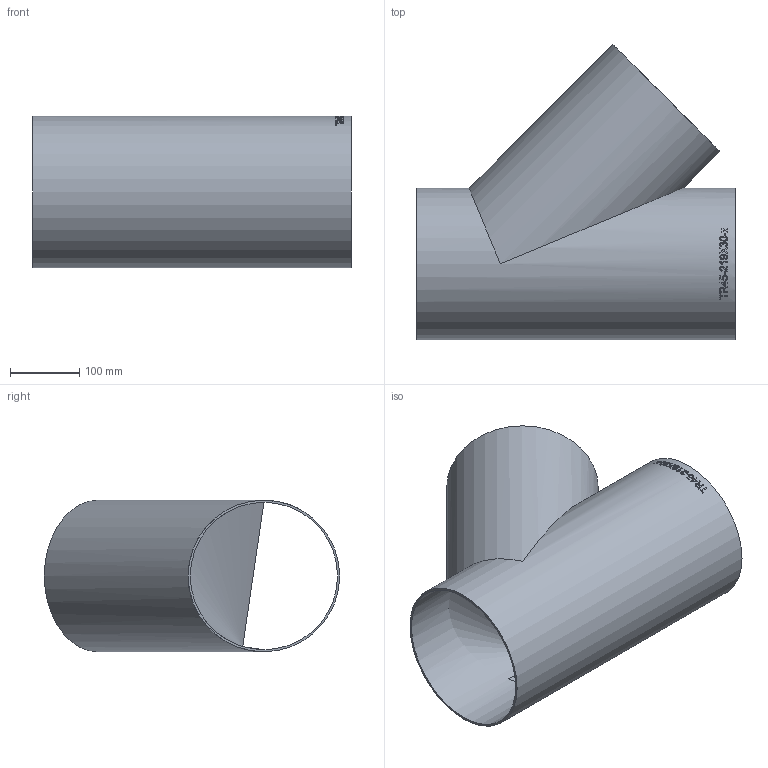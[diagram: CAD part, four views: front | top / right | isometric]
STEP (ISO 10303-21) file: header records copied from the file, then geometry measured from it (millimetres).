
FILE_DESCRIPTION (( 'STEP AP214' ), '1' );
FILE_NAME ('TR45-219X30-x T-Stück 45°geschweisst Ø219,1 L460 1911.STEP', '2019-11-14T07:57:09', ( '' ), ( '' ), 'SwSTEP 2.0', 'SolidWorks 2016', '' );
FILE_SCHEMA (( 'AUTOMOTIVE_DESIGN' ));
Length unit declared in the file: millimetre
Products named in the file (1): TR45-219X30-x T-Stück 45°geschweisst Ø219,1 L460  1911
Bounding box: 460 x 427.06 x 219.1 mm (x, y, z)
Volume: 1233329.7 mm3; surface area: 827470.4 mm2
Topology: 1 solids, 1 shells, 181 faces, 492 edges, 328 vertices
Faces by surface type: bspline 101, plane 59, cylinder 21
Full cylindrical faces by diameter (mm): 213.1 x2, 219.1 x2
Entity records: 25549 total; most frequent: CARTESIAN_POINT 19990, ORIENTED_EDGE 962, EDGE_CURVE 481, DIRECTION 393, VERTEX_POINT 324, B_SPLINE_CURVE_WITH_KNOTS 320, EDGE_LOOP 207, FACE_OUTER_BOUND 185
